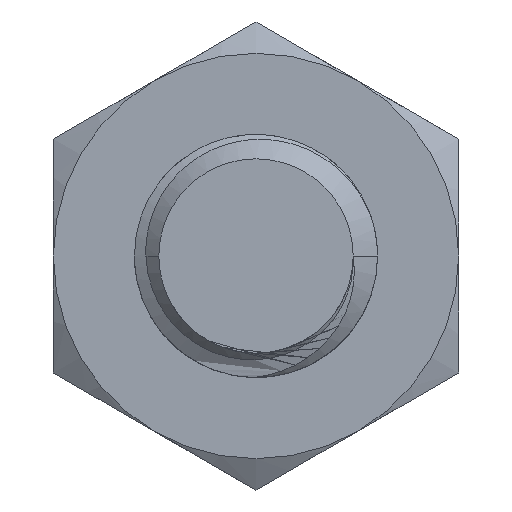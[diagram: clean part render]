
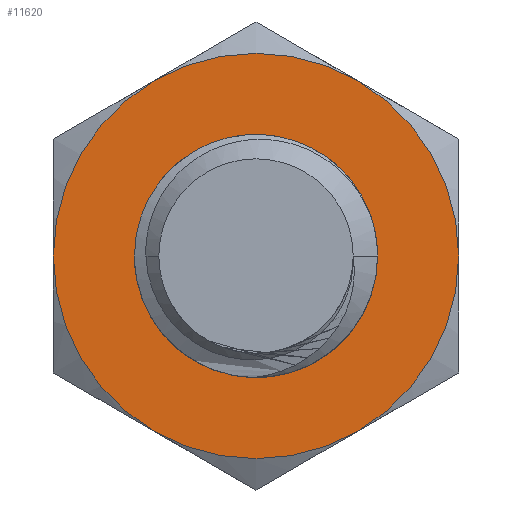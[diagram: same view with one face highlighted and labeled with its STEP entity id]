
A CAD part, left-side view. The second image highlights one B-rep face of the part: STEP entity #11620.
In plain terms, the highlighted face is planar.
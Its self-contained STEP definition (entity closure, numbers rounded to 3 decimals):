
#176 = DIRECTION ( 'NONE',  ( 0., 0., 1. ) ) ;
#398 = VERTEX_POINT ( 'NONE', #9358 ) ;
#511 = CIRCLE ( 'NONE', #14741, 5. ) ;
#664 = CIRCLE ( 'NONE', #5616, 5. ) ;
#872 = EDGE_CURVE ( 'NONE', #5534, #3373, #5673, .T. ) ;
#1054 = CARTESIAN_POINT ( 'NONE',  ( 0., 0., 5. ) ) ;
#1439 = ORIENTED_EDGE ( 'NONE', *, *, #10327, .F. ) ;
#1605 = FACE_BOUND ( 'NONE', #13437, .T. ) ;
#1903 = EDGE_CURVE ( 'NONE', #3638, #13626, #664, .T. ) ;
#2305 = CARTESIAN_POINT ( 'NONE',  ( 0., 0., 0. ) ) ;
#2355 = DIRECTION ( 'NONE',  ( 0., 1., 0. ) ) ;
#2601 = DIRECTION ( 'NONE',  ( 0., 1., 0. ) ) ;
#2608 = DIRECTION ( 'NONE',  ( 0., 1., 0. ) ) ;
#2625 = DIRECTION ( 'NONE',  ( 0., 1., 0. ) ) ;
#2675 = CARTESIAN_POINT ( 'NONE',  ( 0., 0., 0. ) ) ;
#2690 = CARTESIAN_POINT ( 'NONE',  ( 0., 0., 0. ) ) ;
#3108 = AXIS2_PLACEMENT_3D ( 'NONE', #10445, #3411, #4624 ) ;
#3121 = DIRECTION ( 'NONE',  ( 0., 0., 1. ) ) ;
#3322 = EDGE_CURVE ( 'NONE', #4233, #398, #7057, .T. ) ;
#3373 = VERTEX_POINT ( 'NONE', #13131 ) ;
#3411 = DIRECTION ( 'NONE',  ( 0., 1., 0. ) ) ;
#3638 = VERTEX_POINT ( 'NONE', #10037 ) ;
#3904 = EDGE_CURVE ( 'NONE', #3373, #7760, #7799, .T. ) ;
#4233 = VERTEX_POINT ( 'NONE', #9986 ) ;
#4288 = DIRECTION ( 'NONE',  ( 0., 1., 0. ) ) ;
#4624 = DIRECTION ( 'NONE',  ( 0., 0., 1. ) ) ;
#4629 = AXIS2_PLACEMENT_3D ( 'NONE', #2690, #10965, #176 ) ;
#5008 = CARTESIAN_POINT ( 'NONE',  ( 0., 0., 0. ) ) ;
#5028 = EDGE_CURVE ( 'NONE', #13626, #5534, #15403, .T. ) ;
#5029 = DIRECTION ( 'NONE',  ( 0., 0., 1. ) ) ;
#5183 = ORIENTED_EDGE ( 'NONE', *, *, #1903, .F. ) ;
#5253 = DIRECTION ( 'NONE',  ( 0., 1., 0. ) ) ;
#5534 = VERTEX_POINT ( 'NONE', #1054 ) ;
#5616 = AXIS2_PLACEMENT_3D ( 'NONE', #8688, #2625, #5029 ) ;
#5673 = CIRCLE ( 'NONE', #14702, 5. ) ;
#6217 = DIRECTION ( 'NONE',  ( 0., 0., 1. ) ) ;
#6720 = CARTESIAN_POINT ( 'NONE',  ( 0., 0., 0. ) ) ;
#6933 = DIRECTION ( 'NONE',  ( 0., 0., 1. ) ) ;
#7057 = CIRCLE ( 'NONE', #3108, 3. ) ;
#7175 = DIRECTION ( 'NONE',  ( 0., 0., 1. ) ) ;
#7213 = PLANE ( 'NONE',  #4629 ) ;
#7291 = EDGE_CURVE ( 'NONE', #7760, #7602, #511, .T. ) ;
#7602 = VERTEX_POINT ( 'NONE', #12280 ) ;
#7760 = VERTEX_POINT ( 'NONE', #13752 ) ;
#7799 = CIRCLE ( 'NONE', #8872, 5. ) ;
#7962 = DIRECTION ( 'NONE',  ( 0., 0., 1. ) ) ;
#8688 = CARTESIAN_POINT ( 'NONE',  ( 0., 0., 0. ) ) ;
#8872 = AXIS2_PLACEMENT_3D ( 'NONE', #2675, #5253, #6217 ) ;
#8987 = CARTESIAN_POINT ( 'NONE',  ( 0., 0., 0. ) ) ;
#9358 = CARTESIAN_POINT ( 'NONE',  ( 0., 0., 3. ) ) ;
#9428 = AXIS2_PLACEMENT_3D ( 'NONE', #5008, #2601, #12061 ) ;
#9986 = CARTESIAN_POINT ( 'NONE',  ( 0., 0., -3. ) ) ;
#10037 = CARTESIAN_POINT ( 'NONE',  ( -4.33, 0., -2.5 ) ) ;
#10158 = CIRCLE ( 'NONE', #13517, 5. ) ;
#10300 = ORIENTED_EDGE ( 'NONE', *, *, #5028, .F. ) ;
#10327 = EDGE_CURVE ( 'NONE', #7602, #3638, #10158, .T. ) ;
#10445 = CARTESIAN_POINT ( 'NONE',  ( 0., 0., 0. ) ) ;
#10965 = DIRECTION ( 'NONE',  ( 0., 1., 0. ) ) ;
#11179 = CARTESIAN_POINT ( 'NONE',  ( -4.33, 0., 2.5 ) ) ;
#11234 = FACE_OUTER_BOUND ( 'NONE', #13861, .T. ) ;
#11620 = ADVANCED_FACE ( 'NONE', ( #1605, #11234 ), #7213, .F. ) ;
#12061 = DIRECTION ( 'NONE',  ( 0., 0., 1. ) ) ;
#12280 = CARTESIAN_POINT ( 'NONE',  ( 0., 0., -5. ) ) ;
#12320 = ORIENTED_EDGE ( 'NONE', *, *, #12885, .T. ) ;
#12703 = DIRECTION ( 'NONE',  ( 0., 1., 0. ) ) ;
#12719 = ORIENTED_EDGE ( 'NONE', *, *, #3322, .T. ) ;
#12885 = EDGE_CURVE ( 'NONE', #398, #4233, #14176, .T. ) ;
#12912 = ORIENTED_EDGE ( 'NONE', *, *, #3904, .F. ) ;
#13131 = CARTESIAN_POINT ( 'NONE',  ( 4.33, 0., 2.5 ) ) ;
#13437 = EDGE_LOOP ( 'NONE', ( #12719, #12320 ) ) ;
#13503 = ORIENTED_EDGE ( 'NONE', *, *, #872, .F. ) ;
#13517 = AXIS2_PLACEMENT_3D ( 'NONE', #14247, #2608, #7175 ) ;
#13626 = VERTEX_POINT ( 'NONE', #11179 ) ;
#13752 = CARTESIAN_POINT ( 'NONE',  ( 4.33, 0., -2.5 ) ) ;
#13861 = EDGE_LOOP ( 'NONE', ( #13503, #10300, #5183, #1439, #14502, #12912 ) ) ;
#14176 = CIRCLE ( 'NONE', #9428, 3. ) ;
#14247 = CARTESIAN_POINT ( 'NONE',  ( 0., 0., 0. ) ) ;
#14325 = AXIS2_PLACEMENT_3D ( 'NONE', #2305, #2355, #6933 ) ;
#14502 = ORIENTED_EDGE ( 'NONE', *, *, #7291, .F. ) ;
#14702 = AXIS2_PLACEMENT_3D ( 'NONE', #8987, #12703, #7962 ) ;
#14741 = AXIS2_PLACEMENT_3D ( 'NONE', #6720, #4288, #3121 ) ;
#15403 = CIRCLE ( 'NONE', #14325, 5. ) ;
